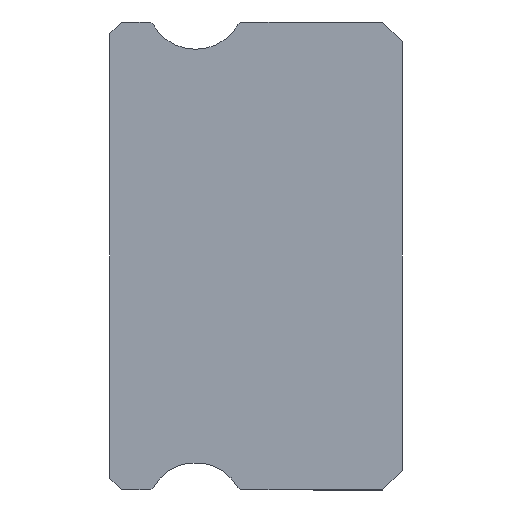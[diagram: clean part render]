
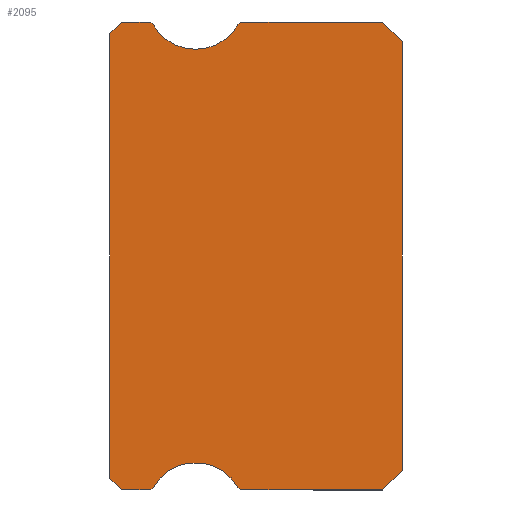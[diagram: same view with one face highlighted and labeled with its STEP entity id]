
A CAD part, left-side view. The second image highlights one B-rep face of the part: STEP entity #2095.
In plain terms, the highlighted planar face has unit normal (-1, 0, 0).
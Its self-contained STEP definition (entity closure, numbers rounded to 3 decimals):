
#22 = CARTESIAN_POINT ( 'NONE',  ( -12.5, 7.5, -5.7 ) ) ;
#23 = DIRECTION ( 'NONE',  ( 1., 0., 0. ) ) ;
#30 = CARTESIAN_POINT ( 'NONE',  ( -12.5, 6.383, -5.925 ) ) ;
#108 = VERTEX_POINT ( 'NONE', #2749 ) ;
#187 = EDGE_CURVE ( 'NONE', #2809, #3263, #3223, .T. ) ;
#210 = DIRECTION ( 'NONE',  ( 0., 0., 1. ) ) ;
#220 = CARTESIAN_POINT ( 'NONE',  ( -12.5, 6.512, 6. ) ) ;
#327 = EDGE_CURVE ( 'NONE', #4082, #2932, #768, .T. ) ;
#348 = CARTESIAN_POINT ( 'NONE',  ( -12.5, 7.2, -6. ) ) ;
#362 = ORIENTED_EDGE ( 'NONE', *, *, #3764, .F. ) ;
#366 = AXIS2_PLACEMENT_3D ( 'NONE', #3001, #4329, #3388 ) ;
#600 = DIRECTION ( 'NONE',  ( 0., -1., 0. ) ) ;
#603 = DIRECTION ( 'NONE',  ( 0., 0.707, -0.707 ) ) ;
#692 = CARTESIAN_POINT ( 'NONE',  ( -12.5, 7.5, 5.7 ) ) ;
#741 = LINE ( 'NONE', #3888, #1529 ) ;
#768 = LINE ( 'NONE', #3026, #2675 ) ;
#797 = DIRECTION ( 'NONE',  ( 0., 0.707, -0.707 ) ) ;
#822 = DIRECTION ( 'NONE',  ( 0., 0., -1. ) ) ;
#910 = VERTEX_POINT ( 'NONE', #4071 ) ;
#976 = AXIS2_PLACEMENT_3D ( 'NONE', #4073, #1036, #2761 ) ;
#1005 = ORIENTED_EDGE ( 'NONE', *, *, #4285, .F. ) ;
#1036 = DIRECTION ( 'NONE',  ( -1., 0., 0. ) ) ;
#1058 = CIRCLE ( 'NONE', #3220, 1.25 ) ;
#1115 = CARTESIAN_POINT ( 'NONE',  ( -12.5, 4.088, -6. ) ) ;
#1153 = CARTESIAN_POINT ( 'NONE',  ( -12.5, 0., 5.5 ) ) ;
#1248 = FACE_OUTER_BOUND ( 'NONE', #3628, .T. ) ;
#1249 = AXIS2_PLACEMENT_3D ( 'NONE', #2519, #3427, #5608 ) ;
#1260 = ORIENTED_EDGE ( 'NONE', *, *, #4520, .F. ) ;
#1312 = VERTEX_POINT ( 'NONE', #3277 ) ;
#1325 = CIRCLE ( 'NONE', #4484, 0.15 ) ;
#1408 = CARTESIAN_POINT ( 'NONE',  ( -12.5, 0., -5.5 ) ) ;
#1457 = ORIENTED_EDGE ( 'NONE', *, *, #187, .F. ) ;
#1463 = EDGE_CURVE ( 'NONE', #5256, #108, #2419, .T. ) ;
#1510 = CIRCLE ( 'NONE', #976, 1.25 ) ;
#1529 = VECTOR ( 'NONE', #5205, 1000. ) ;
#1532 = AXIS2_PLACEMENT_3D ( 'NONE', #1656, #5107, #2952 ) ;
#1545 = VERTEX_POINT ( 'NONE', #1408 ) ;
#1581 = DIRECTION ( 'NONE',  ( 0., 0., -1. ) ) ;
#1619 = VECTOR ( 'NONE', #797, 1000. ) ;
#1656 = CARTESIAN_POINT ( 'NONE',  ( -12.5, 4.088, 5.85 ) ) ;
#1660 = LINE ( 'NONE', #3294, #2696 ) ;
#1670 = PLANE ( 'NONE',  #366 ) ;
#1694 = ORIENTED_EDGE ( 'NONE', *, *, #4714, .F. ) ;
#1696 = VERTEX_POINT ( 'NONE', #692 ) ;
#1822 = DIRECTION ( 'NONE',  ( 0., 0., -1. ) ) ;
#1859 = ORIENTED_EDGE ( 'NONE', *, *, #3017, .F. ) ;
#1912 = ORIENTED_EDGE ( 'NONE', *, *, #2285, .F. ) ;
#1931 = ORIENTED_EDGE ( 'NONE', *, *, #4080, .F. ) ;
#1967 = VECTOR ( 'NONE', #3763, 1000. ) ;
#1988 = ORIENTED_EDGE ( 'NONE', *, *, #3344, .T. ) ;
#1998 = DIRECTION ( 'NONE',  ( 0., -0.707, -0.707 ) ) ;
#2083 = VERTEX_POINT ( 'NONE', #22 ) ;
#2095 = ADVANCED_FACE ( 'NONE', ( #1248 ), #1670, .F. ) ;
#2098 = CARTESIAN_POINT ( 'NONE',  ( -12.5, 5.3, -6.55 ) ) ;
#2131 = ORIENTED_EDGE ( 'NONE', *, *, #4781, .F. ) ;
#2181 = EDGE_CURVE ( 'NONE', #5256, #3270, #741, .T. ) ;
#2200 = ORIENTED_EDGE ( 'NONE', *, *, #3750, .T. ) ;
#2284 = ORIENTED_EDGE ( 'NONE', *, *, #327, .T. ) ;
#2285 = EDGE_CURVE ( 'NONE', #1545, #2809, #3077, .T. ) ;
#2341 = EDGE_CURVE ( 'NONE', #1545, #3474, #3248, .T. ) ;
#2419 = CIRCLE ( 'NONE', #3140, 0.15 ) ;
#2519 = CARTESIAN_POINT ( 'NONE',  ( -12.5, 6.512, -5.85 ) ) ;
#2675 = VECTOR ( 'NONE', #3814, 1000. ) ;
#2696 = VECTOR ( 'NONE', #1998, 1000. ) ;
#2749 = CARTESIAN_POINT ( 'NONE',  ( -12.5, 6.383, 5.925 ) ) ;
#2761 = DIRECTION ( 'NONE',  ( 0., 0., -1. ) ) ;
#2765 = VERTEX_POINT ( 'NONE', #4181 ) ;
#2799 = VECTOR ( 'NONE', #603, 1000. ) ;
#2809 = VERTEX_POINT ( 'NONE', #4971 ) ;
#2861 = VECTOR ( 'NONE', #3808, 1000. ) ;
#2886 = CIRCLE ( 'NONE', #1532, 0.15 ) ;
#2932 = VERTEX_POINT ( 'NONE', #4283 ) ;
#2952 = DIRECTION ( 'NONE',  ( 0., 0., -1. ) ) ;
#3001 = CARTESIAN_POINT ( 'NONE',  ( -12.5, 6.512, 5.85 ) ) ;
#3017 = EDGE_CURVE ( 'NONE', #5590, #910, #2886, .T. ) ;
#3026 = CARTESIAN_POINT ( 'NONE',  ( -12.5, 6.512, -6. ) ) ;
#3065 = VECTOR ( 'NONE', #5380, 1000. ) ;
#3077 = LINE ( 'NONE', #4883, #2799 ) ;
#3140 = AXIS2_PLACEMENT_3D ( 'NONE', #3854, #23, #3479 ) ;
#3220 = AXIS2_PLACEMENT_3D ( 'NONE', #2098, #4213, #1581 ) ;
#3223 = LINE ( 'NONE', #4954, #2861 ) ;
#3248 = LINE ( 'NONE', #1153, #1967 ) ;
#3263 = VERTEX_POINT ( 'NONE', #1115 ) ;
#3270 = VERTEX_POINT ( 'NONE', #5444 ) ;
#3277 = CARTESIAN_POINT ( 'NONE',  ( -12.5, 0.5, 6. ) ) ;
#3294 = CARTESIAN_POINT ( 'NONE',  ( -12.5, 0.5, 6. ) ) ;
#3321 = VECTOR ( 'NONE', #210, 1000. ) ;
#3344 = EDGE_CURVE ( 'NONE', #2083, #4082, #4060, .T. ) ;
#3353 = LINE ( 'NONE', #4646, #1619 ) ;
#3388 = DIRECTION ( 'NONE',  ( 0., 0., -1. ) ) ;
#3427 = DIRECTION ( 'NONE',  ( 1., 0., 0. ) ) ;
#3468 = ORIENTED_EDGE ( 'NONE', *, *, #2181, .T. ) ;
#3474 = VERTEX_POINT ( 'NONE', #4824 ) ;
#3479 = DIRECTION ( 'NONE',  ( 0., 0., -1. ) ) ;
#3628 = EDGE_LOOP ( 'NONE', ( #2200, #5328, #1988, #2284, #1931, #1260, #1005, #1457, #1912, #5136, #4912, #1694, #1859, #362, #2131, #3638, #3468 ) ) ;
#3638 = ORIENTED_EDGE ( 'NONE', *, *, #1463, .F. ) ;
#3701 = CIRCLE ( 'NONE', #3795, 1.25 ) ;
#3750 = EDGE_CURVE ( 'NONE', #3270, #1696, #3353, .T. ) ;
#3763 = DIRECTION ( 'NONE',  ( 0., 0., 1. ) ) ;
#3764 = EDGE_CURVE ( 'NONE', #5269, #5590, #3701, .T. ) ;
#3768 = CARTESIAN_POINT ( 'NONE',  ( -12.5, 5.3, 5.3 ) ) ;
#3795 = AXIS2_PLACEMENT_3D ( 'NONE', #4755, #4868, #1822 ) ;
#3808 = DIRECTION ( 'NONE',  ( 0., 1., 0. ) ) ;
#3814 = DIRECTION ( 'NONE',  ( 0., -1., 0. ) ) ;
#3854 = CARTESIAN_POINT ( 'NONE',  ( -12.5, 6.512, 5.85 ) ) ;
#3888 = CARTESIAN_POINT ( 'NONE',  ( -12.5, 7.2, 6. ) ) ;
#3921 = EDGE_CURVE ( 'NONE', #2083, #1696, #5443, .T. ) ;
#4060 = LINE ( 'NONE', #4087, #3065 ) ;
#4071 = CARTESIAN_POINT ( 'NONE',  ( -12.5, 4.088, 6. ) ) ;
#4073 = CARTESIAN_POINT ( 'NONE',  ( -12.5, 5.3, 6.55 ) ) ;
#4080 = EDGE_CURVE ( 'NONE', #4405, #2932, #4669, .T. ) ;
#4082 = VERTEX_POINT ( 'NONE', #348 ) ;
#4087 = CARTESIAN_POINT ( 'NONE',  ( -12.5, 7.2, -6. ) ) ;
#4181 = CARTESIAN_POINT ( 'NONE',  ( -12.5, 4.217, -5.925 ) ) ;
#4213 = DIRECTION ( 'NONE',  ( -1., 0., 0. ) ) ;
#4283 = CARTESIAN_POINT ( 'NONE',  ( -12.5, 6.512, -6. ) ) ;
#4285 = EDGE_CURVE ( 'NONE', #3263, #2765, #1325, .T. ) ;
#4329 = DIRECTION ( 'NONE',  ( 1., 0., 0. ) ) ;
#4405 = VERTEX_POINT ( 'NONE', #30 ) ;
#4484 = AXIS2_PLACEMENT_3D ( 'NONE', #4667, #4703, #822 ) ;
#4520 = EDGE_CURVE ( 'NONE', #2765, #4405, #1058, .T. ) ;
#4646 = CARTESIAN_POINT ( 'NONE',  ( -12.5, 7.5, 5.7 ) ) ;
#4667 = CARTESIAN_POINT ( 'NONE',  ( -12.5, 4.088, -5.85 ) ) ;
#4669 = CIRCLE ( 'NONE', #1249, 0.15 ) ;
#4703 = DIRECTION ( 'NONE',  ( 1., 0., 0. ) ) ;
#4714 = EDGE_CURVE ( 'NONE', #910, #1312, #4878, .T. ) ;
#4755 = CARTESIAN_POINT ( 'NONE',  ( -12.5, 5.3, 6.55 ) ) ;
#4781 = EDGE_CURVE ( 'NONE', #108, #5269, #1510, .T. ) ;
#4812 = EDGE_CURVE ( 'NONE', #1312, #3474, #1660, .T. ) ;
#4824 = CARTESIAN_POINT ( 'NONE',  ( -12.5, 0., 5.5 ) ) ;
#4868 = DIRECTION ( 'NONE',  ( -1., 0., 0. ) ) ;
#4878 = LINE ( 'NONE', #220, #5225 ) ;
#4883 = CARTESIAN_POINT ( 'NONE',  ( -12.5, 0., -5.5 ) ) ;
#4912 = ORIENTED_EDGE ( 'NONE', *, *, #4812, .F. ) ;
#4954 = CARTESIAN_POINT ( 'NONE',  ( -12.5, 6.512, -6. ) ) ;
#4960 = CARTESIAN_POINT ( 'NONE',  ( -12.5, 7.5, 5.85 ) ) ;
#4971 = CARTESIAN_POINT ( 'NONE',  ( -12.5, 0.5, -6. ) ) ;
#5107 = DIRECTION ( 'NONE',  ( 1., 0., 0. ) ) ;
#5136 = ORIENTED_EDGE ( 'NONE', *, *, #2341, .T. ) ;
#5205 = DIRECTION ( 'NONE',  ( 0., 1., 0. ) ) ;
#5225 = VECTOR ( 'NONE', #600, 1000. ) ;
#5256 = VERTEX_POINT ( 'NONE', #5374 ) ;
#5269 = VERTEX_POINT ( 'NONE', #3768 ) ;
#5328 = ORIENTED_EDGE ( 'NONE', *, *, #3921, .F. ) ;
#5374 = CARTESIAN_POINT ( 'NONE',  ( -12.5, 6.512, 6. ) ) ;
#5380 = DIRECTION ( 'NONE',  ( 0., -0.707, -0.707 ) ) ;
#5443 = LINE ( 'NONE', #4960, #3321 ) ;
#5444 = CARTESIAN_POINT ( 'NONE',  ( -12.5, 7.2, 6. ) ) ;
#5448 = CARTESIAN_POINT ( 'NONE',  ( -12.5, 4.217, 5.925 ) ) ;
#5590 = VERTEX_POINT ( 'NONE', #5448 ) ;
#5608 = DIRECTION ( 'NONE',  ( 0., 0., -1. ) ) ;
